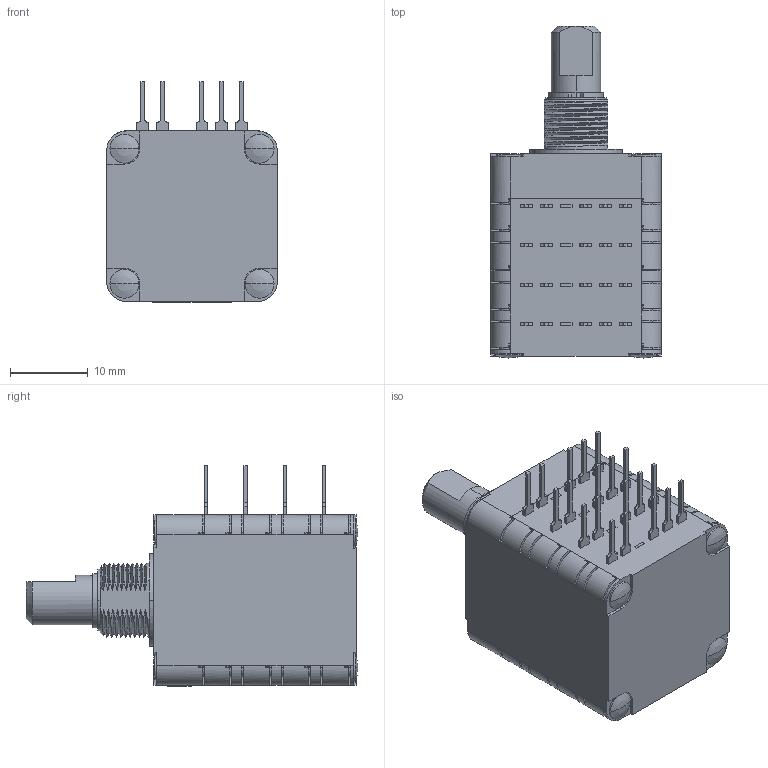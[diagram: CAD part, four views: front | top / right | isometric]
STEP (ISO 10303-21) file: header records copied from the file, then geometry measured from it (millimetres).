
FILE_DESCRIPTION((''),'2;1');
FILE_NAME('25BSP22THRU36-BG-4-XX','2009-11-06T',('Administrator'),(''),'PRO/ENGINEER BY PARAMETRIC TECHNOLOGY CORPORATION, 2006200','PRO/ENGINEER BY PARAMETRIC TECHNOLOGY CORPORATION, 2006200','');
FILE_SCHEMA(('CONFIG_CONTROL_DESIGN'));
Length unit declared in the file: inch
Products named in the file (1): 25BSP22THRU36-BG-4-XX
Bounding box: 21.97 x 42.75 x 28.43 mm (x, y, z)
Volume: 6702.2 mm3; surface area: 11150.4 mm2
Topology: 1 solids, 1 shells, 1377 faces, 3817 edges, 2489 vertices
Faces by surface type: plane 1036, cylinder 268, bspline 46, cone 19, sphere 8
Entity records: 55782 total; most frequent: CARTESIAN_POINT 11096, ORIENTED_EDGE 7602, DIRECTION 7244, EDGE_CURVE 3801, VECTOR 2716, LINE 2716, VERTEX_POINT 2489, AXIS2_PLACEMENT_3D 2264
